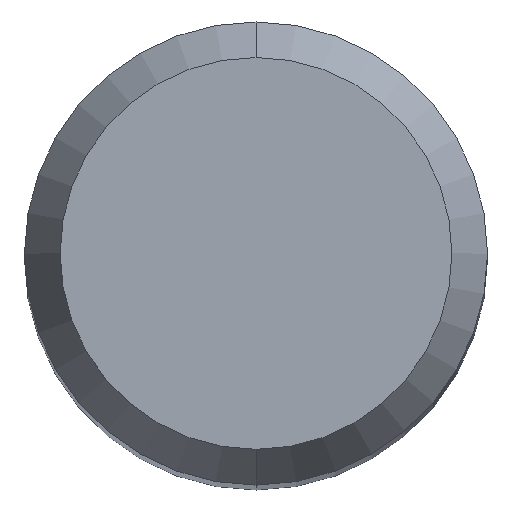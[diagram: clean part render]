
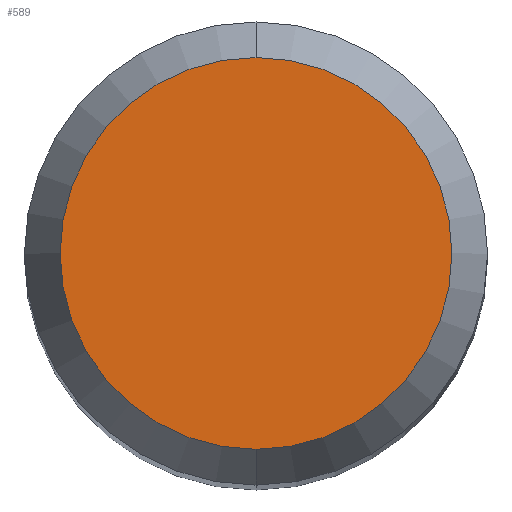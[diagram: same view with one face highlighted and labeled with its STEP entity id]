
A CAD part, top view. The second image highlights one B-rep face of the part: STEP entity #589.
In plain terms, the highlighted planar face has unit normal (0, 0, 1).
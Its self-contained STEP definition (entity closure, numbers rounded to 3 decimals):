
#589=ADVANCED_FACE('',(#1533),#1534,.T.);
#629=VERTEX_POINT('',#1575);
#783=EDGE_CURVE('',#1063,#629,#1741,.T.);
#1063=VERTEX_POINT('',#2051);
#1073=EDGE_CURVE('',#629,#1063,#2062,.T.);
#1533=FACE_OUTER_BOUND('',#3486,.T.);
#1534=PLANE('',#3487);
#1575=CARTESIAN_POINT('',(0.,-2.538,0.0));
#1741=CIRCLE('',#4767,2.538);
#2051=CARTESIAN_POINT('',(0.0,2.538,0.0));
#2062=CIRCLE('',#7845,2.538);
#3486=EDGE_LOOP('',(#13057,#13058));
#3487=AXIS2_PLACEMENT_3D('',#13059,#13060,#13061);
#4767=AXIS2_PLACEMENT_3D('',#13258,#13259,#13260);
#7845=AXIS2_PLACEMENT_3D('',#13678,#13679,#13680);
#13057=ORIENTED_EDGE('',*,*,#783,.F.);
#13058=ORIENTED_EDGE('',*,*,#1073,.F.);
#13059=CARTESIAN_POINT('',(0.0,1.269,0.0));
#13060=DIRECTION('',(-0.0,0.0,1.0));
#13061=DIRECTION('',(0.0,-1.0,0.0));
#13258=CARTESIAN_POINT('',(0.0,0.0,0.0));
#13259=DIRECTION('',(0.0,0.0,-1.0));
#13260=DIRECTION('',(0.0,1.0,0.0));
#13678=CARTESIAN_POINT('',(0.0,0.0,0.0));
#13679=DIRECTION('',(0.0,0.0,-1.0));
#13680=DIRECTION('',(0.0,1.0,0.0));
